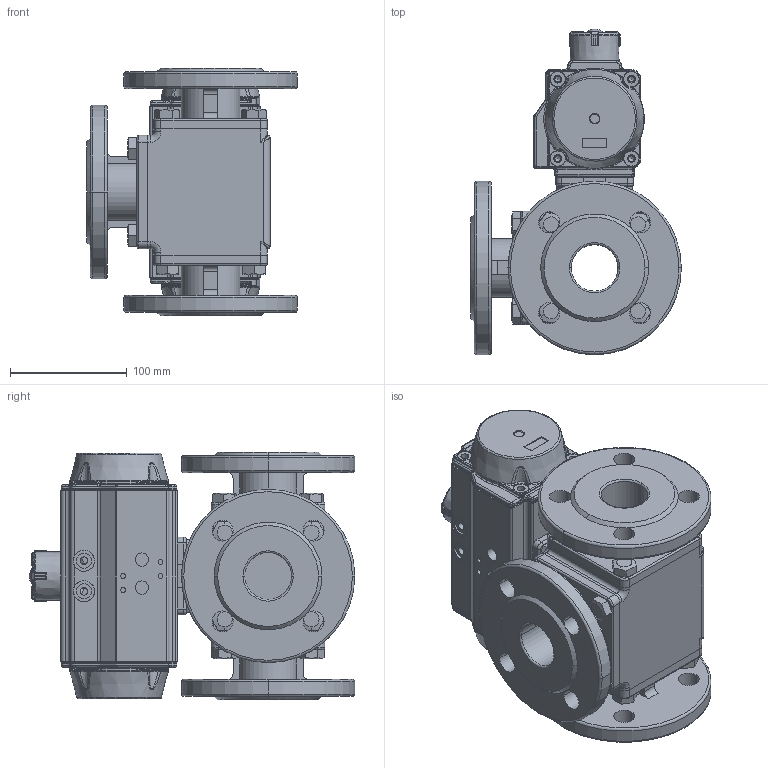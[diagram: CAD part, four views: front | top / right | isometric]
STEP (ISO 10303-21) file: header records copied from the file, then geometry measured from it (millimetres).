
FILE_DESCRIPTION(/* description */ ('Unknown'),/* implementation_level */ '2;1');
FILE_NAME(/* name */ 'PD04 9342_9343-08 ',/* time_stamp */ '2025-03-21T08:19:48+01:00',/* author */ ('Unknown'),/* organization */ ('Unknown'),/* preprocessor_version */ 'ST-DEVELOPER v19.4',/* originating_system */ 'Solid Edge',/* authorisation */ 'Unknown');
FILE_SCHEMA (('AUTOMOTIVE_DESIGN {1 0 10303 214 3 1 1}'));
Products named in the file (19): PD04 9342_9343-08 ; 9342_9343-08; 概极; 概裔; 概裝; Nut Stopper; MV-85L-FGM-DN32; 蟈諉蹟邡; PD04_PE03; vt75-2016-06-25; VTE75埴詰; vt75-2016-06-25  酘傷裔; huosai75; Welle; Optische Anzeige; ______; ________(___________; cup head nib bolts with large head gb_GB_FASTENER_BOLT_CHNBW M6X25-N; DIN 933 M8x20 A2-70 BLK_EDST
Assembly tree (38 placements, depth 4):
  PD04 9342_9343-08 
    9342_9343-08
      概极
      概裔  x3
      概裝
      Nut Stopper
      MV-85L-FGM-DN32
      蟈諉蹟邡  x12
    PD04_PE03
      vt75-2016-06-25
      VTE75埴詰
      vt75-2016-06-25  酘傷裔
      huosai75  x2
      Welle
      Optische Anzeige
        ______
        ________(___________  x4
        cup head nib bolts with large head gb_GB_FASTENER_BOLT_CHNBW M6X25-N
    DIN 933 M8x20 A2-70 BLK_EDST  x4
Bounding box: 180.12 x 278.43 x 212 mm (x, y, z)
Volume: 2460923.5 mm3; surface area: 613521.2 mm2
Topology: 35 solids, 35 shells, 3569 faces, 8817 edges, 5428 vertices
Faces by surface type: plane 1143, cylinder 1035, bspline 668, torus 455, cone 227, sphere 41
Full cylindrical faces by diameter (mm): 3 x16, 3.3 x8, 4.134 x8, 4.66 x1, 4.917 x13, 5.5 x1, 6 x1, 6.2 x1, 6.647 x6, 8 x4, 11.445 x2, 12 x2, 13 x14, 16.2 x1, 16.4 x1, 18 x2, 18.7 x1, 20 x7, 21 x12, 23 x2, 28.2 x1, 28.4 x1, 31.5 x1, 32 x4, 38.5 x1, 67 x2, 69.4 x2, 72 x2, 74.4 x6, 75 x1
Entity records: 101335 total; most frequent: CARTESIAN_POINT 45722, ORIENTED_EDGE 12108, DIRECTION 9987, EDGE_CURVE 6054, VERTEX_POINT 3906, AXIS2_PLACEMENT_3D 3823, FACE_BOUND 3030, EDGE_LOOP 3014
